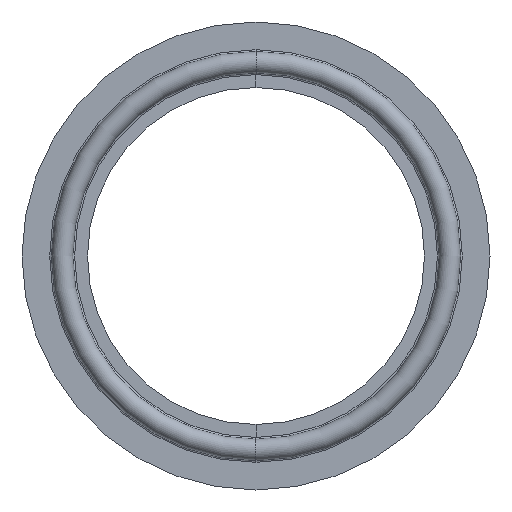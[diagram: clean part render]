
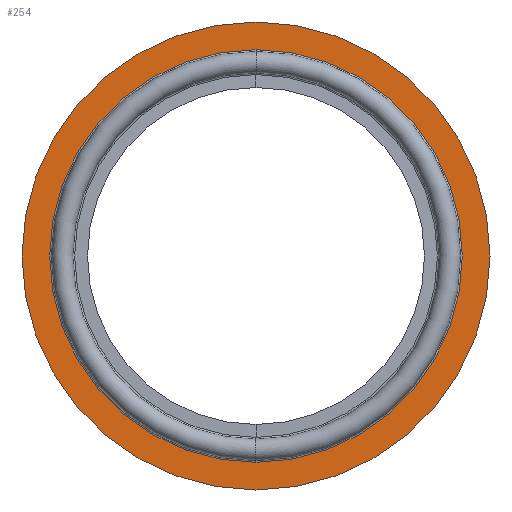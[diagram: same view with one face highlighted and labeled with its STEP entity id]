
A CAD part, left-side view. The second image highlights one B-rep face of the part: STEP entity #254.
In plain terms, the highlighted planar face has unit normal (-1, 0, 0).
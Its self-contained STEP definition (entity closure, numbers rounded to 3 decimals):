
#1 = ORIENTED_EDGE ( 'NONE', *, *, #730, .F. ) ;
#31 = EDGE_LOOP ( 'NONE', ( #335, #886 ) ) ;
#46 = DIRECTION ( 'NONE',  ( -1., 0., 0. ) ) ;
#60 = VERTEX_POINT ( 'NONE', #389 ) ;
#66 = DIRECTION ( 'NONE',  ( 0., 0., 1. ) ) ;
#94 = EDGE_CURVE ( 'NONE', #60, #614, #454, .T. ) ;
#124 = CARTESIAN_POINT ( 'NONE',  ( -0.9, 23.146, 0. ) ) ;
#153 = VERTEX_POINT ( 'NONE', #532 ) ;
#162 = CARTESIAN_POINT ( 'NONE',  ( -0.9, 0., 0. ) ) ;
#174 = AXIS2_PLACEMENT_3D ( 'NONE', #162, #669, #736 ) ;
#254 = ADVANCED_FACE ( 'NONE', ( #267, #550 ), #546, .F. ) ;
#267 = FACE_BOUND ( 'NONE', #597, .T. ) ;
#271 = DIRECTION ( 'NONE',  ( 0., 0., -1. ) ) ;
#303 = AXIS2_PLACEMENT_3D ( 'NONE', #747, #446, #729 ) ;
#335 = ORIENTED_EDGE ( 'NONE', *, *, #94, .T. ) ;
#348 = AXIS2_PLACEMENT_3D ( 'NONE', #573, #722, #66 ) ;
#384 = EDGE_CURVE ( 'NONE', #614, #60, #863, .T. ) ;
#389 = CARTESIAN_POINT ( 'NONE',  ( -0.9, 0., 26.25 ) ) ;
#398 = CARTESIAN_POINT ( 'NONE',  ( -0.9, 0., 0. ) ) ;
#446 = DIRECTION ( 'NONE',  ( -1., 0., 0. ) ) ;
#454 = CIRCLE ( 'NONE', #303, 26.25 ) ;
#496 = EDGE_CURVE ( 'NONE', #153, #892, #750, .T. ) ;
#510 = AXIS2_PLACEMENT_3D ( 'NONE', #398, #46, #682 ) ;
#520 = CARTESIAN_POINT ( 'NONE',  ( -0.9, 0., -26.25 ) ) ;
#532 = CARTESIAN_POINT ( 'NONE',  ( -0.9, 0., -23.146 ) ) ;
#546 = PLANE ( 'NONE',  #657 ) ;
#550 = FACE_OUTER_BOUND ( 'NONE', #31, .T. ) ;
#564 = ORIENTED_EDGE ( 'NONE', *, *, #496, .F. ) ;
#573 = CARTESIAN_POINT ( 'NONE',  ( -0.9, 0., 0. ) ) ;
#597 = EDGE_LOOP ( 'NONE', ( #1, #564 ) ) ;
#614 = VERTEX_POINT ( 'NONE', #520 ) ;
#657 = AXIS2_PLACEMENT_3D ( 'NONE', #124, #896, #271 ) ;
#669 = DIRECTION ( 'NONE',  ( -1., 0., 0. ) ) ;
#675 = CIRCLE ( 'NONE', #510, 23.146 ) ;
#682 = DIRECTION ( 'NONE',  ( 0., 0., 1. ) ) ;
#722 = DIRECTION ( 'NONE',  ( -1., 0., 0. ) ) ;
#729 = DIRECTION ( 'NONE',  ( 0., 0., 1. ) ) ;
#730 = EDGE_CURVE ( 'NONE', #892, #153, #675, .T. ) ;
#736 = DIRECTION ( 'NONE',  ( 0., 0., 1. ) ) ;
#741 = CARTESIAN_POINT ( 'NONE',  ( -0.9, 0., 23.146 ) ) ;
#747 = CARTESIAN_POINT ( 'NONE',  ( -0.9, 0., 0. ) ) ;
#750 = CIRCLE ( 'NONE', #174, 23.146 ) ;
#863 = CIRCLE ( 'NONE', #348, 26.25 ) ;
#886 = ORIENTED_EDGE ( 'NONE', *, *, #384, .T. ) ;
#892 = VERTEX_POINT ( 'NONE', #741 ) ;
#896 = DIRECTION ( 'NONE',  ( 1., 0., 0. ) ) ;
